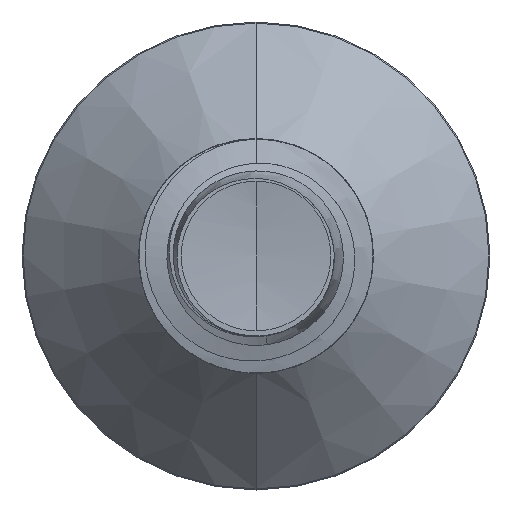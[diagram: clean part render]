
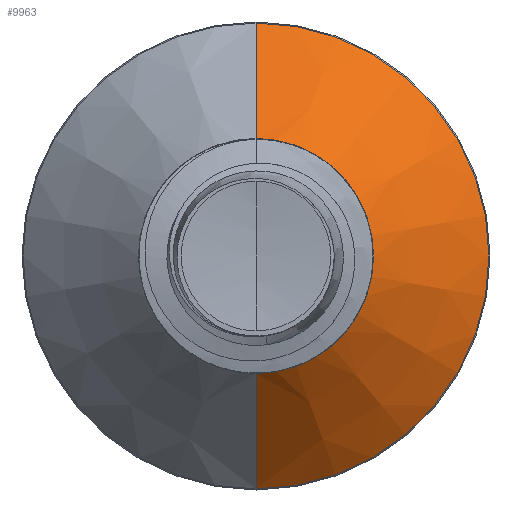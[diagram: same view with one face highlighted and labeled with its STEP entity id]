
A CAD part, front view. The second image highlights one B-rep face of the part: STEP entity #9963.
In plain terms, the highlighted conical face has half-angle 45 degrees and reference radius 1.256 mm.
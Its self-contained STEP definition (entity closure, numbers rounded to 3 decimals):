
#475 = EDGE_LOOP ( 'NONE', ( #3855, #3877, #3950, #4107 ) ) ;
#1320 = EDGE_CURVE ( 'NONE', #16212, #20245, #11328, .T. ) ;
#2848 = DIRECTION ( 'NONE',  ( 0., 0., 1. ) ) ;
#2853 = DIRECTION ( 'NONE',  ( 0., 1., 0. ) ) ;
#2875 = CARTESIAN_POINT ( 'NONE',  ( 0., 7.939, 0. ) ) ;
#3236 = CONICAL_SURFACE ( 'NONE', #20052, 1.256, 0.785 ) ;
#3541 = FACE_OUTER_BOUND ( 'NONE', #475, .T. ) ;
#3720 = LINE ( 'NONE', #3910, #5898 ) ;
#3855 = ORIENTED_EDGE ( 'NONE', *, *, #10282, .T. ) ;
#3877 = ORIENTED_EDGE ( 'NONE', *, *, #5719, .T. ) ;
#3910 = CARTESIAN_POINT ( 'NONE',  ( 0., 6.706, -1.256 ) ) ;
#3912 = DIRECTION ( 'NONE',  ( 0., 0.707, -0.707 ) ) ;
#3950 = ORIENTED_EDGE ( 'NONE', *, *, #13989, .F. ) ;
#4107 = ORIENTED_EDGE ( 'NONE', *, *, #1320, .F. ) ;
#4990 = DIRECTION ( 'NONE',  ( 0., 0., 1. ) ) ;
#5014 = DIRECTION ( 'NONE',  ( 0., 1., 0. ) ) ;
#5043 = CARTESIAN_POINT ( 'NONE',  ( 0., 6.706, 0. ) ) ;
#5719 = EDGE_CURVE ( 'NONE', #15509, #20738, #3720, .T. ) ;
#5898 = VECTOR ( 'NONE', #3912, 1000. ) ;
#6236 = DIRECTION ( 'NONE',  ( 0., 0., 1. ) ) ;
#6263 = DIRECTION ( 'NONE',  ( 0., 1., 0. ) ) ;
#6290 = CARTESIAN_POINT ( 'NONE',  ( 0., 6.706, 0. ) ) ;
#6556 = AXIS2_PLACEMENT_3D ( 'NONE', #2875, #2853, #2848 ) ;
#7803 = CIRCLE ( 'NONE', #6556, 2.489 ) ;
#8377 = CARTESIAN_POINT ( 'NONE',  ( 0., 7.939, -2.489 ) ) ;
#9963 = ADVANCED_FACE ( 'NONE', ( #3541 ), #3236, .T. ) ;
#10282 = EDGE_CURVE ( 'NONE', #16212, #15509, #10824, .T. ) ;
#10475 = VECTOR ( 'NONE', #19159, 1000. ) ;
#10824 = CIRCLE ( 'NONE', #13429, 1.256 ) ;
#11328 = LINE ( 'NONE', #19064, #10475 ) ;
#12158 = CARTESIAN_POINT ( 'NONE',  ( 0., 7.939, 2.489 ) ) ;
#13429 = AXIS2_PLACEMENT_3D ( 'NONE', #5043, #5014, #4990 ) ;
#13989 = EDGE_CURVE ( 'NONE', #20245, #20738, #7803, .T. ) ;
#14760 = CARTESIAN_POINT ( 'NONE',  ( 0., 6.706, -1.256 ) ) ;
#14837 = CARTESIAN_POINT ( 'NONE',  ( 0., 6.706, 1.256 ) ) ;
#15509 = VERTEX_POINT ( 'NONE', #14760 ) ;
#16212 = VERTEX_POINT ( 'NONE', #14837 ) ;
#19064 = CARTESIAN_POINT ( 'NONE',  ( 0., 6.706, 1.256 ) ) ;
#19159 = DIRECTION ( 'NONE',  ( 0., 0.707, 0.707 ) ) ;
#20052 = AXIS2_PLACEMENT_3D ( 'NONE', #6290, #6263, #6236 ) ;
#20245 = VERTEX_POINT ( 'NONE', #12158 ) ;
#20738 = VERTEX_POINT ( 'NONE', #8377 ) ;
